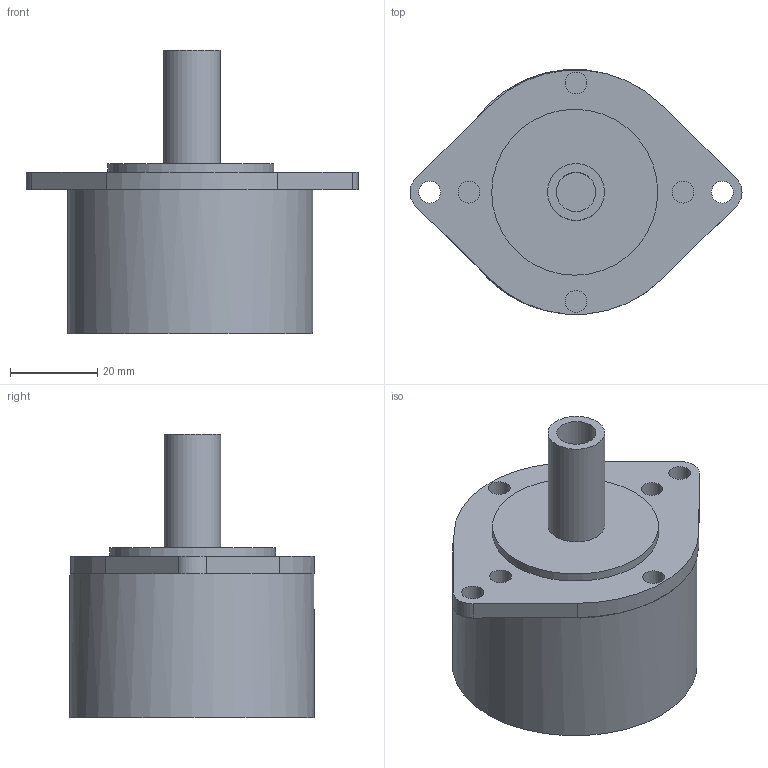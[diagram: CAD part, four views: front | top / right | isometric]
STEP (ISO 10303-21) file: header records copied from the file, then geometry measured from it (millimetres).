
FILE_DESCRIPTION(('FreeCAD Model'),'2;1');
FILE_NAME('stepper.step','2015-06-21T20:24:36',('Author'),(''), 'Open CASCADE STEP processor 6.8','FreeCAD','Unknown');
FILE_SCHEMA(('AUTOMOTIVE_DESIGN_CC2 { 1 2 10303 214 -1 1 5 4 }'));
Length unit declared in the file: millimetre
Products named in the file (1): stepper
Bounding box: 76 x 56.02 x 65 mm (x, y, z)
Volume: 96085.6 mm3; surface area: 14550.9 mm2
Topology: 1 solids, 1 shells, 31 faces, 62 edges, 40 vertices
Faces by surface type: plane 17, cylinder 14
Full cylindrical faces by diameter (mm): 5 x6, 9 x1, 13 x1, 38 x1, 56 x1
Entity records: 1728 total; most frequent: CARTESIAN_POINT 408, DIRECTION 259, ORIENTED_EDGE 124, PCURVE 124, DEFINITIONAL_REPRESENTATION 124, LINE 118, VECTOR 118, AXIS2_PLACEMENT_3D 66
